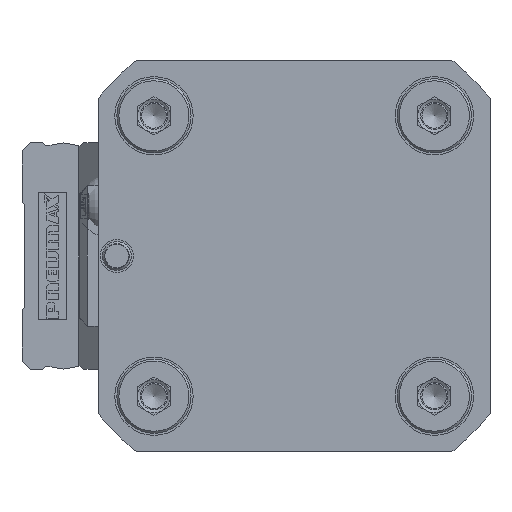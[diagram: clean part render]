
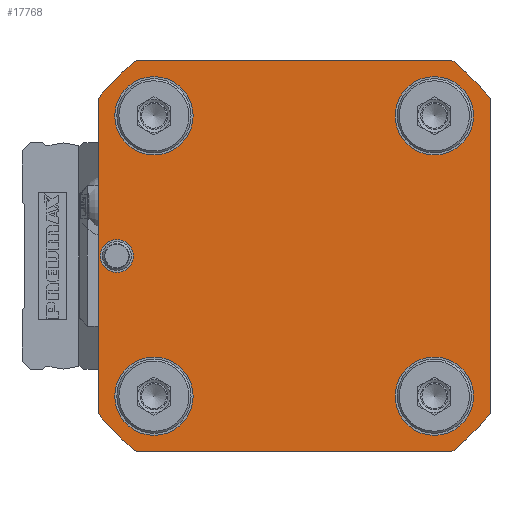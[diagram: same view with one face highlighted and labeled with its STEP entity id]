
A CAD part, left-side view. The second image highlights one B-rep face of the part: STEP entity #17768.
In plain terms, the highlighted face is planar.
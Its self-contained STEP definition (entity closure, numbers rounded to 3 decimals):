
#588=CIRCLE('',#18793,61.);
#592=CIRCLE('',#18799,61.);
#594=CIRCLE('',#18803,61.);
#596=CIRCLE('',#18807,61.);
#597=CIRCLE('',#18810,9.5);
#598=CIRCLE('',#18811,9.5);
#599=CIRCLE('',#18812,9.5);
#600=CIRCLE('',#18813,4.);
#601=CIRCLE('',#18814,9.5);
#3450=ORIENTED_EDGE('',*,*,#5483,.F.);
#3451=ORIENTED_EDGE('',*,*,#5484,.F.);
#3452=ORIENTED_EDGE('',*,*,#5485,.F.);
#3453=ORIENTED_EDGE('',*,*,#5486,.F.);
#3454=ORIENTED_EDGE('',*,*,#5487,.F.);
#3455=ORIENTED_EDGE('',*,*,#5455,.F.);
#3456=ORIENTED_EDGE('',*,*,#5481,.F.);
#3457=ORIENTED_EDGE('',*,*,#5475,.F.);
#3458=ORIENTED_EDGE('',*,*,#5472,.F.);
#3459=ORIENTED_EDGE('',*,*,#5469,.F.);
#3460=ORIENTED_EDGE('',*,*,#5466,.F.);
#3461=ORIENTED_EDGE('',*,*,#5463,.F.);
#3462=ORIENTED_EDGE('',*,*,#5460,.F.);
#5455=EDGE_CURVE('',#6737,#6738,#588,.T.);
#5460=EDGE_CURVE('',#6738,#6742,#8054,.T.);
#5463=EDGE_CURVE('',#6742,#6744,#592,.T.);
#5466=EDGE_CURVE('',#6744,#6746,#8058,.T.);
#5469=EDGE_CURVE('',#6746,#6748,#594,.T.);
#5472=EDGE_CURVE('',#6748,#6750,#8062,.T.);
#5475=EDGE_CURVE('',#6750,#6752,#596,.T.);
#5481=EDGE_CURVE('',#6752,#6737,#8069,.T.);
#5483=EDGE_CURVE('',#6757,#6757,#597,.T.);
#5484=EDGE_CURVE('',#6758,#6758,#598,.T.);
#5485=EDGE_CURVE('',#6759,#6759,#599,.T.);
#5486=EDGE_CURVE('',#6760,#6760,#600,.T.);
#5487=EDGE_CURVE('',#6761,#6761,#601,.T.);
#6737=VERTEX_POINT('',#25559);
#6738=VERTEX_POINT('',#25561);
#6742=VERTEX_POINT('',#25571);
#6744=VERTEX_POINT('',#25577);
#6746=VERTEX_POINT('',#25583);
#6748=VERTEX_POINT('',#25589);
#6750=VERTEX_POINT('',#25595);
#6752=VERTEX_POINT('',#25601);
#6757=VERTEX_POINT('',#25616);
#6758=VERTEX_POINT('',#25618);
#6759=VERTEX_POINT('',#25620);
#6760=VERTEX_POINT('',#25622);
#6761=VERTEX_POINT('',#25624);
#8054=LINE('',#25570,#9334);
#8058=LINE('',#25582,#9338);
#8062=LINE('',#25594,#9342);
#8069=LINE('',#25612,#9349);
#9334=VECTOR('',#21837,1000.);
#9338=VECTOR('',#21849,1000.);
#9342=VECTOR('',#21861,1000.);
#9349=VECTOR('',#21876,1000.);
#10236=EDGE_LOOP('',(#3450));
#10237=EDGE_LOOP('',(#3451));
#10238=EDGE_LOOP('',(#3452));
#10239=EDGE_LOOP('',(#3453));
#10240=EDGE_LOOP('',(#3454));
#10241=EDGE_LOOP('',(#3455,#3456,#3457,#3458,#3459,#3460,#3461,#3462));
#11197=FACE_BOUND('',#10236,.T.);
#11198=FACE_BOUND('',#10237,.T.);
#11199=FACE_BOUND('',#10238,.T.);
#11200=FACE_BOUND('',#10239,.T.);
#11201=FACE_BOUND('',#10240,.T.);
#11202=FACE_BOUND('',#10241,.T.);
#11872=PLANE('',#18809);
#17768=ADVANCED_FACE('',(#11197,#11198,#11199,#11200,#11201,#11202),#11872,
 .F.);
#18793=AXIS2_PLACEMENT_3D('',#25560,#21827,#21828);
#18799=AXIS2_PLACEMENT_3D('',#25576,#21843,#21844);
#18803=AXIS2_PLACEMENT_3D('',#25588,#21855,#21856);
#18807=AXIS2_PLACEMENT_3D('',#25600,#21867,#21868);
#18809=AXIS2_PLACEMENT_3D('',#25614,#21878,#21879);
#18810=AXIS2_PLACEMENT_3D('',#25615,#21880,#21881);
#18811=AXIS2_PLACEMENT_3D('',#25617,#21882,#21883);
#18812=AXIS2_PLACEMENT_3D('',#25619,#21884,#21885);
#18813=AXIS2_PLACEMENT_3D('',#25621,#21886,#21887);
#18814=AXIS2_PLACEMENT_3D('',#25623,#21888,#21889);
#21827=DIRECTION('',(0.,0.,1.));
#21828=DIRECTION('',(1.,0.,0.));
#21837=DIRECTION('',(0.,-1.,0.));
#21843=DIRECTION('',(0.,0.,1.));
#21844=DIRECTION('',(1.,0.,0.));
#21849=DIRECTION('',(1.,0.,0.));
#21855=DIRECTION('',(0.,0.,1.));
#21856=DIRECTION('',(1.,0.,0.));
#21861=DIRECTION('',(0.,1.,0.));
#21867=DIRECTION('',(0.,0.,1.));
#21868=DIRECTION('',(1.,0.,0.));
#21876=DIRECTION('',(-1.,0.,0.));
#21878=DIRECTION('',(0.,0.,1.));
#21879=DIRECTION('',(1.,0.,0.));
#21880=DIRECTION('',(0.,0.,-1.));
#21881=DIRECTION('',(-1.,0.,0.));
#21882=DIRECTION('',(0.,0.,-1.));
#21883=DIRECTION('',(-1.,0.,0.));
#21884=DIRECTION('',(0.,0.,-1.));
#21885=DIRECTION('',(-1.,0.,0.));
#21886=DIRECTION('',(0.,0.,-1.));
#21887=DIRECTION('',(-1.,0.,0.));
#21888=DIRECTION('',(0.,0.,-1.));
#21889=DIRECTION('',(-1.,0.,0.));
#25559=CARTESIAN_POINT('',(-38.272,47.5,-36.));
#25560=CARTESIAN_POINT('',(0.,0.,-36.));
#25561=CARTESIAN_POINT('',(-47.5,38.272,-36.));
#25570=CARTESIAN_POINT('',(-47.5,38.272,-36.));
#25571=CARTESIAN_POINT('',(-47.5,-38.272,-36.));
#25576=CARTESIAN_POINT('',(0.,0.,
-36.));
#25577=CARTESIAN_POINT('',(-38.272,-47.5,-36.));
#25582=CARTESIAN_POINT('',(-38.272,-47.5,-36.));
#25583=CARTESIAN_POINT('',(38.272,-47.5,-36.));
#25588=CARTESIAN_POINT('',(0.,0.,-36.));
#25589=CARTESIAN_POINT('',(47.5,-38.272,-36.));
#25594=CARTESIAN_POINT('',(47.5,-38.272,-36.));
#25595=CARTESIAN_POINT('',(47.5,38.272,-36.));
#25600=CARTESIAN_POINT('',(0.,0.,-36.));
#25601=CARTESIAN_POINT('',(38.272,47.5,-36.));
#25612=CARTESIAN_POINT('',(38.272,47.5,-36.));
#25614=CARTESIAN_POINT('',(0.,0.,-36.));
#25615=CARTESIAN_POINT('',(-34.,-34.,-36.));
#25616=CARTESIAN_POINT('',(-43.5,-34.,-36.));
#25617=CARTESIAN_POINT('',(-34.,34.,-36.));
#25618=CARTESIAN_POINT('',(-43.5,34.,-36.));
#25619=CARTESIAN_POINT('',(34.,-34.,-36.));
#25620=CARTESIAN_POINT('',(24.5,-34.,-36.));
#25621=CARTESIAN_POINT('',(0.,43.,-36.));
#25622=CARTESIAN_POINT('',(-4.,43.,-36.));
#25623=CARTESIAN_POINT('',(34.,34.,-36.));
#25624=CARTESIAN_POINT('',(24.5,34.,-36.));
